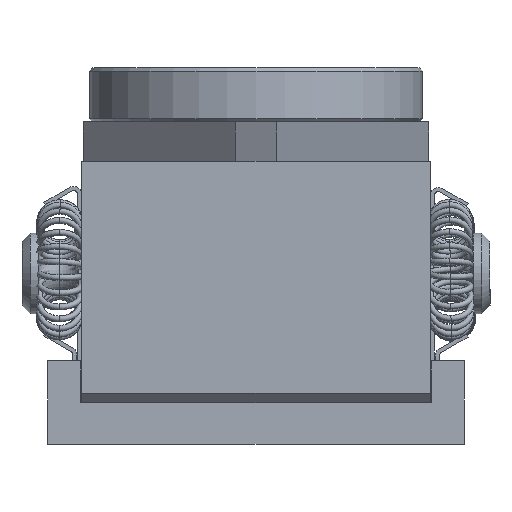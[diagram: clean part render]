
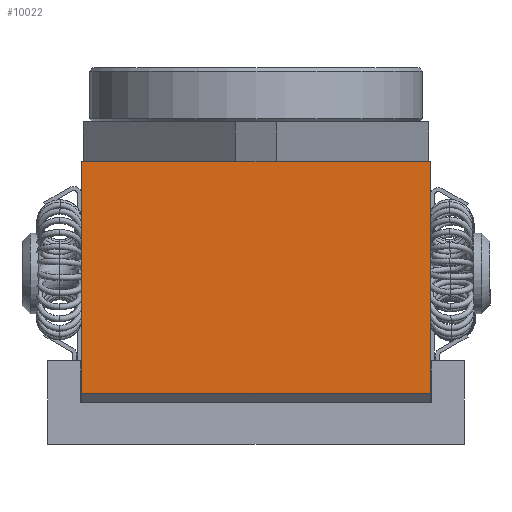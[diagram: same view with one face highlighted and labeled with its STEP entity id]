
A CAD part, left-side view. The second image highlights one B-rep face of the part: STEP entity #10022.
In plain terms, the highlighted face is planar.
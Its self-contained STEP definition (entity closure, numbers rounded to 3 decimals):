
#160=LINE('',#16099,#657);
#161=LINE('',#16101,#658);
#162=LINE('',#16103,#659);
#163=LINE('',#16104,#660);
#657=VECTOR('',#13470,41.8);
#658=VECTOR('',#13471,27.9);
#659=VECTOR('',#13472,41.8);
#660=VECTOR('',#13473,27.9);
#1708=PLANE('',#11285);
#2543=FACE_OUTER_BOUND('',#3516,.T.);
#3516=EDGE_LOOP('',(#7725,#7726,#7727,#7728));
#4794=VERTEX_POINT('',#16097);
#4795=VERTEX_POINT('',#16098);
#4796=VERTEX_POINT('',#16100);
#4797=VERTEX_POINT('',#16102);
#5862=EDGE_CURVE('',#4794,#4795,#160,.T.);
#5863=EDGE_CURVE('',#4796,#4794,#161,.T.);
#5864=EDGE_CURVE('',#4797,#4796,#162,.T.);
#5865=EDGE_CURVE('',#4795,#4797,#163,.T.);
#7725=ORIENTED_EDGE('',*,*,#5862,.F.);
#7726=ORIENTED_EDGE('',*,*,#5863,.F.);
#7727=ORIENTED_EDGE('',*,*,#5864,.F.);
#7728=ORIENTED_EDGE('',*,*,#5865,.F.);
#10022=ADVANCED_FACE('',(#2543),#1708,.F.);
#11285=AXIS2_PLACEMENT_3D('',#16096,#13468,#13469);
#13468=DIRECTION('center_axis',(0.,0.,1.));
#13469=DIRECTION('ref_axis',(1.,0.,0.));
#13470=DIRECTION('',(-1.,0.,0.));
#13471=DIRECTION('',(0.,1.,0.));
#13472=DIRECTION('',(1.,0.,0.));
#13473=DIRECTION('',(0.,-1.,0.));
#16096=CARTESIAN_POINT('Origin',(20.9,14.5,0.3));
#16097=CARTESIAN_POINT('',(41.8,27.9,0.3));
#16098=CARTESIAN_POINT('',(0.,27.9,0.3));
#16099=CARTESIAN_POINT('',(15.675,27.9,0.3));
#16100=CARTESIAN_POINT('',(41.8,0.,0.3));
#16101=CARTESIAN_POINT('',(41.8,21.75,0.3));
#16102=CARTESIAN_POINT('',(0.,0.,0.3));
#16103=CARTESIAN_POINT('',(31.35,0.,0.3));
#16104=CARTESIAN_POINT('',(0.,7.25,0.3));
